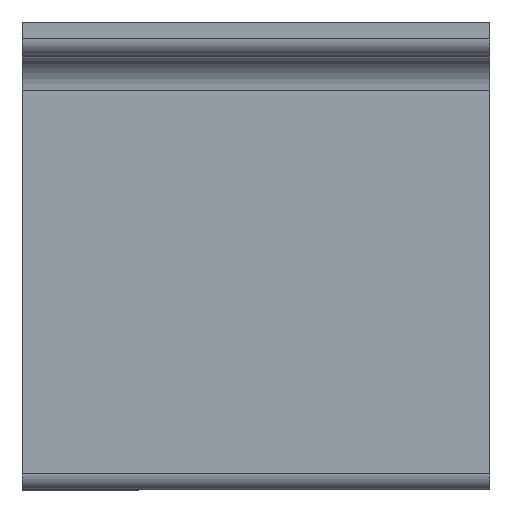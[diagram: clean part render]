
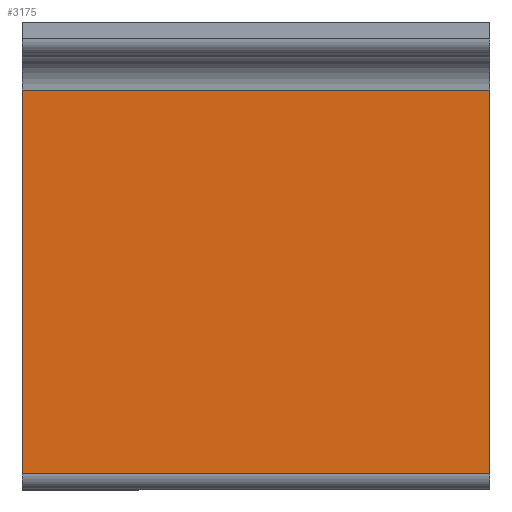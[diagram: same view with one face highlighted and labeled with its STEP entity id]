
A CAD part, top view. The second image highlights one B-rep face of the part: STEP entity #3175.
In plain terms, the highlighted face is planar.
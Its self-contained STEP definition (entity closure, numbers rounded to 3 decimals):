
#223=FACE_OUTER_BOUND('',#393,.T.);
#393=EDGE_LOOP('',(#2201,#2202,#2203,#2204));
#589=LINE('',#4730,#971);
#590=LINE('',#4734,#972);
#591=LINE('',#4736,#973);
#592=LINE('',#4737,#974);
#971=VECTOR('',#3817,10.);
#972=VECTOR('',#3822,10.);
#973=VECTOR('',#3823,10.);
#974=VECTOR('',#3824,10.);
#1347=VERTEX_POINT('',#4727);
#1348=VERTEX_POINT('',#4729);
#1349=VERTEX_POINT('',#4733);
#1350=VERTEX_POINT('',#4735);
#1680=EDGE_CURVE('',#1348,#1347,#589,.T.);
#1682=EDGE_CURVE('',#1347,#1349,#590,.T.);
#1683=EDGE_CURVE('',#1350,#1349,#591,.T.);
#1684=EDGE_CURVE('',#1348,#1350,#592,.T.);
#2201=ORIENTED_EDGE('',*,*,#1682,.T.);
#2202=ORIENTED_EDGE('',*,*,#1683,.F.);
#2203=ORIENTED_EDGE('',*,*,#1684,.F.);
#2204=ORIENTED_EDGE('',*,*,#1680,.T.);
#3041=PLANE('',#3460);
#3175=ADVANCED_FACE('',(#223),#3041,.T.);
#3460=AXIS2_PLACEMENT_3D('',#4732,#3820,#3821);
#3817=DIRECTION('',(0.,0.,1.));
#3820=DIRECTION('center_axis',(0.,1.,0.));
#3821=DIRECTION('ref_axis',(0.,0.,1.));
#3822=DIRECTION('',(1.,0.,0.));
#3823=DIRECTION('',(0.,0.,1.));
#3824=DIRECTION('',(1.,0.,0.));
#4727=CARTESIAN_POINT('',(-14.619,-32.619,250.));
#4729=CARTESIAN_POINT('',(-14.619,-32.619,0.));
#4730=CARTESIAN_POINT('',(-14.619,-32.619,0.));
#4732=CARTESIAN_POINT('Origin',(-14.619,-32.619,0.));
#4733=CARTESIAN_POINT('',(190.381,-32.619,250.));
#4734=CARTESIAN_POINT('',(29.881,-32.619,250.));
#4735=CARTESIAN_POINT('',(190.381,-32.619,0.));
#4736=CARTESIAN_POINT('',(190.381,-32.619,0.));
#4737=CARTESIAN_POINT('',(29.881,-32.619,0.));
